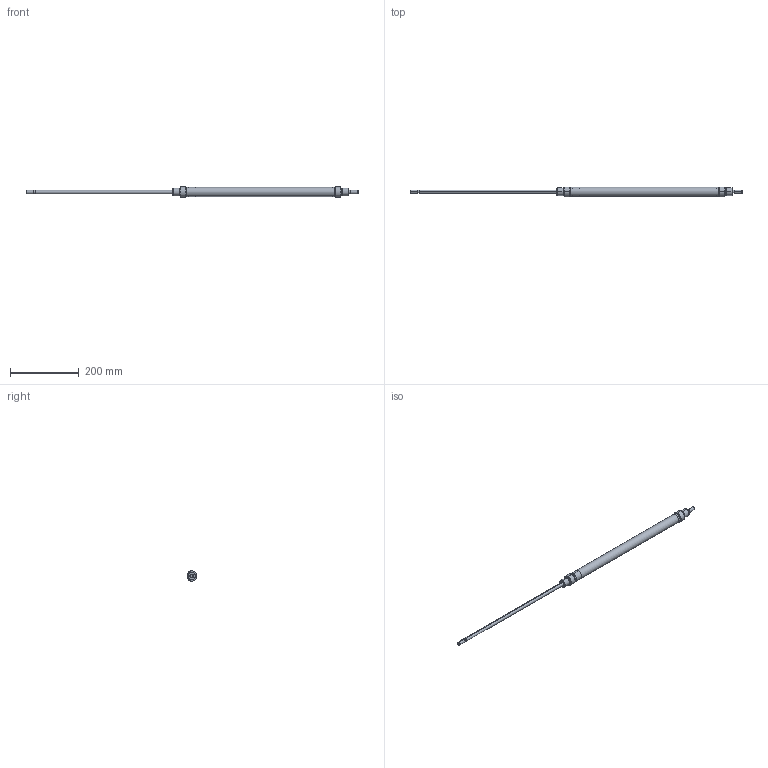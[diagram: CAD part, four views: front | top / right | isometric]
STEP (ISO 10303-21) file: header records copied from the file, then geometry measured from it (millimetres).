
FILE_DESCRIPTION (( 'STEP AP214' ), '1' );
FILE_NAME ('PMD 25-400 CYLINDER.STEP', '2010-08-05T08:34:09', ( '' ), ( '' ), 'SwSTEP 2.0', 'SolidWorks 2010', '' );
FILE_SCHEMA (( 'AUTOMOTIVE_DESIGN' ));
Length unit declared in the file: millimetre
Products named in the file (4): 25  Boru; 25   烰   KAPAK; 25 Miller; PMD  25-400  CYLINDER
Assembly tree (4 placements, depth 2):
  PMD  25-400  CYLINDER
    25 Miller
    25  Boru
    25   烰   KAPAK  x2
Bounding box: 968 x 28.5 x 30 mm (x, y, z)
Volume: 148713.8 mm3; surface area: 115490.4 mm2
Topology: 4 solids, 4 shells, 128 faces, 274 edges, 166 vertices
Faces by surface type: cylinder 52, cone 44, plane 32
Entity records: 2790 total; most frequent: CARTESIAN_POINT 594, DIRECTION 443, ORIENTED_EDGE 368, AXIS2_PLACEMENT_3D 187, EDGE_CURVE 184, VERTEX_POINT 111, EDGE_LOOP 101, CIRCLE 93
